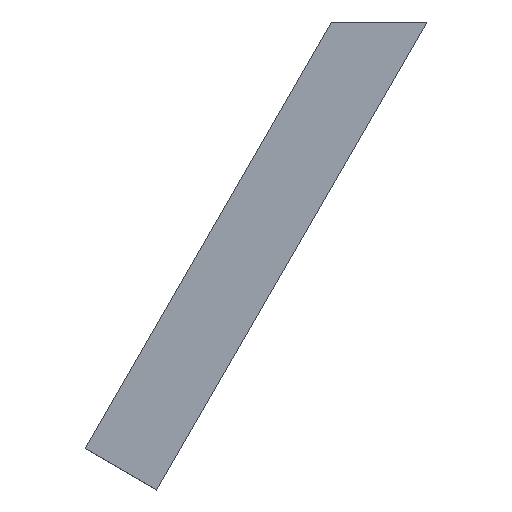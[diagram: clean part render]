
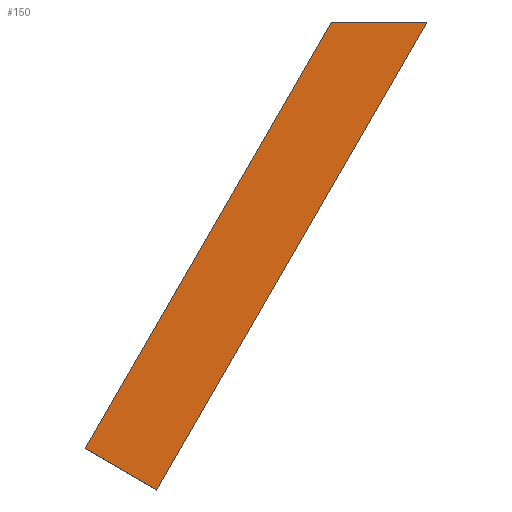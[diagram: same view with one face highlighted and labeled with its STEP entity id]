
A CAD part, top view. The second image highlights one B-rep face of the part: STEP entity #150.
In plain terms, the highlighted planar face has unit normal (0, 0, 1).
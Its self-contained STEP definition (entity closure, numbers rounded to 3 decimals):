
#9 = CARTESIAN_POINT ( 'NONE',  ( -90.636, 147.048, 19. ) ) ;
#10 = DIRECTION ( 'NONE',  ( 0.5, 0.866, 0. ) ) ;
#19 = CARTESIAN_POINT ( 'NONE',  ( -130.697, 39.661, 19. ) ) ;
#20 = EDGE_CURVE ( 'NONE', #130, #174, #193, .T. ) ;
#31 = PLANE ( 'NONE',  #44 ) ;
#38 = ORIENTED_EDGE ( 'NONE', *, *, #70, .T. ) ;
#44 = AXIS2_PLACEMENT_3D ( 'NONE', #135, #45, #117 ) ;
#45 = DIRECTION ( 'NONE',  ( 0., 0., 1. ) ) ;
#53 = VECTOR ( 'NONE', #10, 1000. ) ;
#63 = DIRECTION ( 'NONE',  ( 0.866, -0.5, 0. ) ) ;
#65 = CARTESIAN_POINT ( 'NONE',  ( -130.697, 39.661, 19. ) ) ;
#70 = EDGE_CURVE ( 'NONE', #220, #75, #207, .T. ) ;
#75 = VERTEX_POINT ( 'NONE', #210 ) ;
#76 = EDGE_LOOP ( 'NONE', ( #131, #109, #38, #221 ) ) ;
#96 = DIRECTION ( 'NONE',  ( -0.5, -0.866, 0. ) ) ;
#109 = ORIENTED_EDGE ( 'NONE', *, *, #184, .T. ) ;
#116 = LINE ( 'NONE', #194, #217 ) ;
#117 = DIRECTION ( 'NONE',  ( 1., 0., 0. ) ) ;
#120 = EDGE_CURVE ( 'NONE', #75, #130, #116, .T. ) ;
#130 = VERTEX_POINT ( 'NONE', #189 ) ;
#131 = ORIENTED_EDGE ( 'NONE', *, *, #20, .T. ) ;
#135 = CARTESIAN_POINT ( 'NONE',  ( 0., 0., 19. ) ) ;
#137 = CARTESIAN_POINT ( 'NONE',  ( -147.151, 49.161, 19. ) ) ;
#149 = LINE ( 'NONE', #225, #159 ) ;
#150 = ADVANCED_FACE ( 'NONE', ( #228 ), #31, .T. ) ;
#159 = VECTOR ( 'NONE', #63, 1000. ) ;
#174 = VERTEX_POINT ( 'NONE', #137 ) ;
#184 = EDGE_CURVE ( 'NONE', #174, #220, #149, .T. ) ;
#188 = VECTOR ( 'NONE', #96, 1000. ) ;
#189 = CARTESIAN_POINT ( 'NONE',  ( -90.636, 147.048, 19. ) ) ;
#193 = LINE ( 'NONE', #9, #188 ) ;
#194 = CARTESIAN_POINT ( 'NONE',  ( -68.697, 147.048, 19. ) ) ;
#207 = LINE ( 'NONE', #65, #53 ) ;
#209 = DIRECTION ( 'NONE',  ( -1., 0., 0. ) ) ;
#210 = CARTESIAN_POINT ( 'NONE',  ( -68.697, 147.048, 19. ) ) ;
#217 = VECTOR ( 'NONE', #209, 1000. ) ;
#220 = VERTEX_POINT ( 'NONE', #19 ) ;
#221 = ORIENTED_EDGE ( 'NONE', *, *, #120, .T. ) ;
#225 = CARTESIAN_POINT ( 'NONE',  ( -147.151, 49.161, 19. ) ) ;
#228 = FACE_OUTER_BOUND ( 'NONE', #76, .T. ) ;
